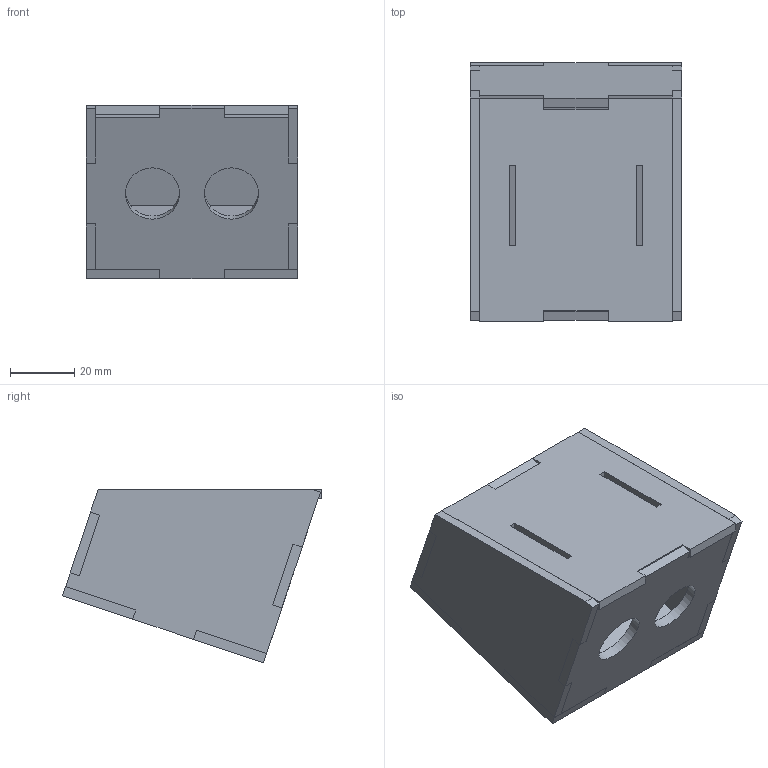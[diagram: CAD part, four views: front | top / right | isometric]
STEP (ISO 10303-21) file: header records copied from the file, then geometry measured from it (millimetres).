
FILE_DESCRIPTION(/* description */ (''),/* implementation_level */ '2;1');
FILE_NAME(/* name */ 'Suryansha Sheth Laser Cut Design v4.step',/* time_stamp */ '2022-06-27T18:03:41+06:00',/* author */ (''),/* organization */ (''),/* preprocessor_version */ 'ST-DEVELOPER v18.1',/* originating_system */ 'Autodesk Translation Framework v10.10.0.1391',/* authorisation */ '');
FILE_SCHEMA (('AUTOMOTIVE_DESIGN { 1 0 10303 214 3 1 1 }'));
Length unit declared in the file: millimetre
Products named in the file (1): Suryansha Sheth Laser Cut Design
Bounding box: 66 x 80.64 x 54.08 mm (x, y, z)
Volume: 55130.1 mm3; surface area: 41847.1 mm2
Topology: 6 solids, 6 shells, 128 faces, 348 edges, 232 vertices
Faces by surface type: plane 126, cylinder 2
Full cylindrical faces by diameter (mm): 16.86 x2
Entity records: 4000 total; most frequent: CARTESIAN_POINT 709, ORIENTED_EDGE 696, DIRECTION 610, EDGE_CURVE 348, LINE 344, VECTOR 344, VERTEX_POINT 232, EDGE_LOOP 136
